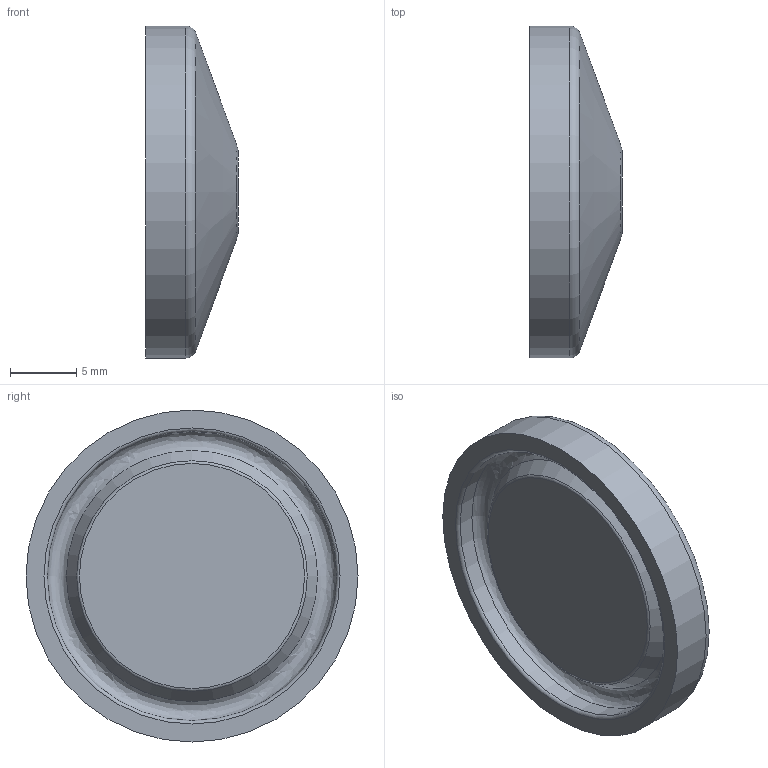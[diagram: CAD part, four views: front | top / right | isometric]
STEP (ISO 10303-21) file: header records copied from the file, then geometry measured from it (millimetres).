
FILE_DESCRIPTION((''),'2;1');
FILE_NAME('18601012X.stp','2010-08-11T13:44:29',('thilbrands'),(''),'Autodesk Inventor 2008','Autodesk Inventor 2008','');
FILE_SCHEMA(('AUTOMOTIVE_DESIGN { 1 0 10303 214 1 1 1 1 }'));
Length unit declared in the file: millimetre
Products named in the file (1): Bauteil1
Bounding box: 7 x 25 x 25 mm (x, y, z)
Volume: 2041 mm3; surface area: 1448 mm2
Topology: 1 solids, 1 shells, 12 faces, 20 edges, 11 vertices
Faces by surface type: torus 4, plane 3, cone 2, cylinder 2, bspline 1
Full cylindrical faces by diameter (mm): 21.8 x1, 25 x1
Entity records: 300 total; most frequent: CARTESIAN_POINT 79, DIRECTION 46, AXIS2_PLACEMENT_3D 23, ORIENTED_EDGE 22, EDGE_LOOP 22, FACE_OUTER_BOUND 12, ADVANCED_FACE 12, VERTEX_POINT 11
